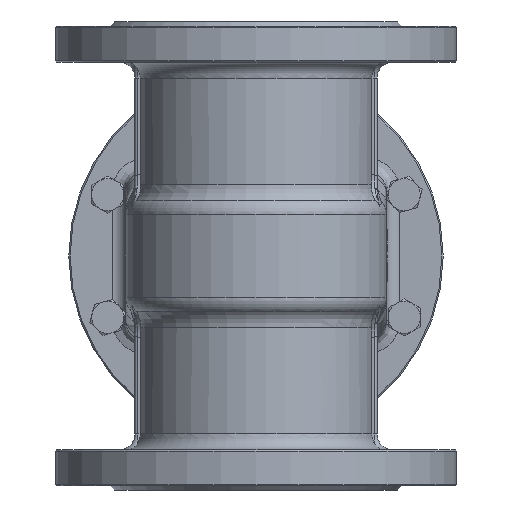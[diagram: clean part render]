
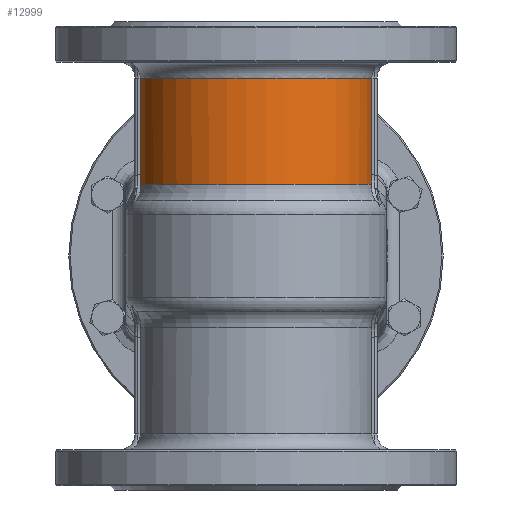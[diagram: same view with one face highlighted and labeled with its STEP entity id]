
A CAD part, front view. The second image highlights one B-rep face of the part: STEP entity #12999.
In plain terms, the highlighted cylindrical face has radius 87.5 mm (diameter 175 mm), a partial arc.
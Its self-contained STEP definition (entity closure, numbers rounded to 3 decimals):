
#892=LINE('',#21320,#1617);
#893=LINE('',#21337,#1618);
#1617=VECTOR('',#15712,10.);
#1618=VECTOR('',#15715,10.);
#2319=CYLINDRICAL_SURFACE('',#14026,87.5);
#2626=FACE_OUTER_BOUND('',#3427,.T.);
#3427=EDGE_LOOP('',(#8745,#8746,#8747,#8748,#8749,#8750));
#4304=B_SPLINE_CURVE_WITH_KNOTS('',3,(#21322,#21323,#21324,#21325,#21326,
#21327),.UNSPECIFIED.,.F.,.F.,(4,2,4),(0.,0.368,
0.735),.UNSPECIFIED.);
#4305=B_SPLINE_CURVE_WITH_KNOTS('',3,(#21331,#21332,#21333,#21334,#21335,
#21336),.UNSPECIFIED.,.F.,.F.,(4,2,4),(0.,0.368,0.736),
 .UNSPECIFIED.);
#4615=CIRCLE('',#14023,87.5);
#4617=CIRCLE('',#14027,87.5);
#5391=VERTEX_POINT('',#21299);
#5392=VERTEX_POINT('',#21306);
#5394=VERTEX_POINT('',#21319);
#5395=VERTEX_POINT('',#21321);
#5396=VERTEX_POINT('',#21328);
#5397=VERTEX_POINT('',#21330);
#6645=EDGE_CURVE('',#5391,#5392,#4615,.T.);
#6649=EDGE_CURVE('',#5391,#5394,#892,.T.);
#6650=EDGE_CURVE('',#5395,#5394,#4304,.T.);
#6651=EDGE_CURVE('',#5395,#5396,#4617,.T.);
#6652=EDGE_CURVE('',#5397,#5396,#4305,.T.);
#6653=EDGE_CURVE('',#5392,#5397,#893,.F.);
#8745=ORIENTED_EDGE('',*,*,#6645,.F.);
#8746=ORIENTED_EDGE('',*,*,#6649,.T.);
#8747=ORIENTED_EDGE('',*,*,#6650,.F.);
#8748=ORIENTED_EDGE('',*,*,#6651,.T.);
#8749=ORIENTED_EDGE('',*,*,#6652,.F.);
#8750=ORIENTED_EDGE('',*,*,#6653,.F.);
#12999=ADVANCED_FACE('',(#2626),#2319,.T.);
#14023=AXIS2_PLACEMENT_3D('',#21307,#15703,#15704);
#14026=AXIS2_PLACEMENT_3D('',#21318,#15710,#15711);
#14027=AXIS2_PLACEMENT_3D('',#21329,#15713,#15714);
#15703=DIRECTION('center_axis',(0.,0.,1.));
#15704=DIRECTION('ref_axis',(0.,-1.,0.));
#15710=DIRECTION('center_axis',(0.,0.,1.));
#15711=DIRECTION('ref_axis',(1.,0.,0.));
#15712=DIRECTION('',(0.,0.,-1.));
#15713=DIRECTION('center_axis',(0.,0.,1.));
#15714=DIRECTION('ref_axis',(0.,-1.,0.));
#15715=DIRECTION('',(0.,0.,1.));
#21299=CARTESIAN_POINT('',(-86.603,-12.5,273.));
#21306=CARTESIAN_POINT('',(86.603,-12.5,273.));
#21307=CARTESIAN_POINT('Origin',(0.,0.,273.));
#21318=CARTESIAN_POINT('Origin',(0.,0.,256.));
#21319=CARTESIAN_POINT('',(-86.603,-12.5,200.953));
#21320=CARTESIAN_POINT('',(-86.603,-12.5,256.));
#21321=CARTESIAN_POINT('',(-86.376,-13.983,193.803));
#21322=CARTESIAN_POINT('Ctrl Pts',(-86.375,-13.984,
193.804));
#21323=CARTESIAN_POINT('Ctrl Pts',(-86.454,-13.495,
194.925));
#21324=CARTESIAN_POINT('Ctrl Pts',(-86.51,-13.125,
196.101));
#21325=CARTESIAN_POINT('Ctrl Pts',(-86.584,-12.627,
198.5));
#21326=CARTESIAN_POINT('Ctrl Pts',(-86.603,-12.5,199.727));
#21327=CARTESIAN_POINT('Ctrl Pts',(-86.603,-12.5,200.953));
#21328=CARTESIAN_POINT('',(86.376,-13.983,193.803));
#21329=CARTESIAN_POINT('Origin',(0.,0.,193.804));
#21330=CARTESIAN_POINT('',(86.603,-12.5,200.953));
#21331=CARTESIAN_POINT('Ctrl Pts',(86.603,-12.5,200.953));
#21332=CARTESIAN_POINT('Ctrl Pts',(86.603,-12.5,199.727));
#21333=CARTESIAN_POINT('Ctrl Pts',(86.585,-12.627,198.499));
#21334=CARTESIAN_POINT('Ctrl Pts',(86.511,-13.123,196.1));
#21335=CARTESIAN_POINT('Ctrl Pts',(86.455,-13.494,194.924));
#21336=CARTESIAN_POINT('Ctrl Pts',(86.376,-13.983,193.804));
#21337=CARTESIAN_POINT('',(86.603,-12.5,256.));
